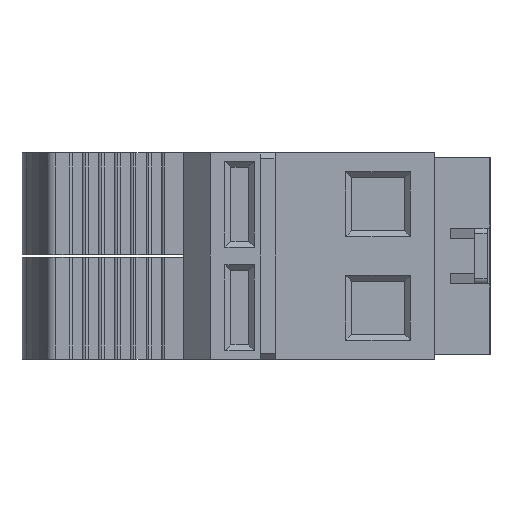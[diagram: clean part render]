
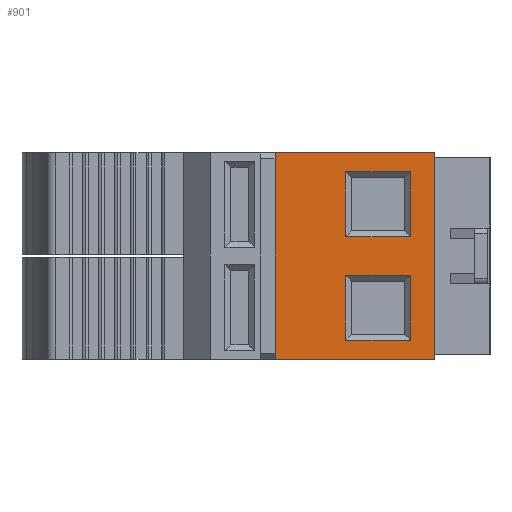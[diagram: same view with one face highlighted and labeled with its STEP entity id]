
A CAD part, left-side view. The second image highlights one B-rep face of the part: STEP entity #901.
In plain terms, the highlighted planar face has unit normal (-1, 0, 0).
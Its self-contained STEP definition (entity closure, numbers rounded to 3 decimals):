
#44 = CARTESIAN_POINT ( 'NONE',  ( -46.5, -15.25, 0. ) ) ;
#279 = FACE_OUTER_BOUND ( 'NONE', #10882, .T. ) ;
#320 = VERTEX_POINT ( 'NONE', #9837 ) ;
#391 = LINE ( 'NONE', #1827, #12665 ) ;
#487 = CARTESIAN_POINT ( 'NONE',  ( -46.5, -26.25, 0. ) ) ;
#536 = VECTOR ( 'NONE', #3381, 1000. ) ;
#556 = EDGE_CURVE ( 'NONE', #11919, #5094, #3040, .T. ) ;
#629 = VECTOR ( 'NONE', #2949, 1000. ) ;
#741 = DIRECTION ( 'NONE',  ( 0., 0., 1. ) ) ;
#901 = ADVANCED_FACE ( 'NONE', ( #279, #9809, #3030 ), #2773, .T. ) ;
#916 = CARTESIAN_POINT ( 'NONE',  ( -46.5, -7.72, 35. ) ) ;
#935 = CARTESIAN_POINT ( 'NONE',  ( -46.5, -3.25, 3.2 ) ) ;
#1280 = CARTESIAN_POINT ( 'NONE',  ( -46.5, -3.25, 20.8 ) ) ;
#1362 = VERTEX_POINT ( 'NONE', #9515 ) ;
#1700 = VECTOR ( 'NONE', #8953, 1000. ) ;
#1820 = EDGE_CURVE ( 'NONE', #2781, #320, #12686, .T. ) ;
#1827 = CARTESIAN_POINT ( 'NONE',  ( -46.5, -15.25, 0. ) ) ;
#2007 = LINE ( 'NONE', #916, #629 ) ;
#2122 = VECTOR ( 'NONE', #2368, 1000. ) ;
#2215 = ORIENTED_EDGE ( 'NONE', *, *, #7979, .T. ) ;
#2293 = LINE ( 'NONE', #12332, #12463 ) ;
#2368 = DIRECTION ( 'NONE',  ( 0., 0., -1. ) ) ;
#2415 = CARTESIAN_POINT ( 'NONE',  ( -46.5, -26.25, 0. ) ) ;
#2480 = VERTEX_POINT ( 'NONE', #11296 ) ;
#2524 = ORIENTED_EDGE ( 'NONE', *, *, #9594, .T. ) ;
#2598 = VECTOR ( 'NONE', #7790, 1000. ) ;
#2773 = PLANE ( 'NONE',  #9110 ) ;
#2781 = VERTEX_POINT ( 'NONE', #9695 ) ;
#2949 = DIRECTION ( 'NONE',  ( 0., -1., 0. ) ) ;
#3030 = FACE_BOUND ( 'NONE', #7486, .T. ) ;
#3040 = LINE ( 'NONE', #8182, #11541 ) ;
#3195 = LINE ( 'NONE', #935, #2598 ) ;
#3381 = DIRECTION ( 'NONE',  ( 0., -1., 0. ) ) ;
#3629 = ORIENTED_EDGE ( 'NONE', *, *, #11351, .F. ) ;
#3702 = ORIENTED_EDGE ( 'NONE', *, *, #9879, .T. ) ;
#3801 = VECTOR ( 'NONE', #7362, 1000. ) ;
#4171 = VECTOR ( 'NONE', #741, 1000. ) ;
#4259 = DIRECTION ( 'NONE',  ( 0., 0., -1. ) ) ;
#4342 = ORIENTED_EDGE ( 'NONE', *, *, #7045, .T. ) ;
#4350 = VERTEX_POINT ( 'NONE', #6228 ) ;
#4397 = LINE ( 'NONE', #2415, #2122 ) ;
#4507 = ORIENTED_EDGE ( 'NONE', *, *, #1820, .T. ) ;
#4572 = VERTEX_POINT ( 'NONE', #6352 ) ;
#5094 = VERTEX_POINT ( 'NONE', #6906 ) ;
#5303 = ORIENTED_EDGE ( 'NONE', *, *, #7161, .T. ) ;
#5432 = CARTESIAN_POINT ( 'NONE',  ( -46.5, -15.25, 3.2 ) ) ;
#5741 = CARTESIAN_POINT ( 'NONE',  ( -46.5, -3.25, 0. ) ) ;
#6228 = CARTESIAN_POINT ( 'NONE',  ( -46.5, -30.25, 35. ) ) ;
#6352 = CARTESIAN_POINT ( 'NONE',  ( -46.5, -15.25, 14.2 ) ) ;
#6374 = VERTEX_POINT ( 'NONE', #11105 ) ;
#6583 = LINE ( 'NONE', #487, #3801 ) ;
#6751 = EDGE_CURVE ( 'NONE', #4350, #320, #7583, .T. ) ;
#6906 = CARTESIAN_POINT ( 'NONE',  ( -46.5, -26.25, 31.8 ) ) ;
#7045 = EDGE_CURVE ( 'NONE', #11701, #4572, #8480, .T. ) ;
#7119 = ORIENTED_EDGE ( 'NONE', *, *, #11021, .T. ) ;
#7161 = EDGE_CURVE ( 'NONE', #9314, #6374, #12187, .T. ) ;
#7165 = CARTESIAN_POINT ( 'NONE',  ( -46.5, -3.25, 14.2 ) ) ;
#7271 = CARTESIAN_POINT ( 'NONE',  ( -46.5, -7.72, 0. ) ) ;
#7362 = DIRECTION ( 'NONE',  ( 0., 0., -1. ) ) ;
#7371 = CARTESIAN_POINT ( 'NONE',  ( -46.5, -26.25, 3.2 ) ) ;
#7486 = EDGE_LOOP ( 'NONE', ( #3702, #5303, #2215, #10375 ) ) ;
#7583 = LINE ( 'NONE', #9254, #8640 ) ;
#7790 = DIRECTION ( 'NONE',  ( 0., 1., 0. ) ) ;
#7873 = CARTESIAN_POINT ( 'NONE',  ( -46.5, -26.25, 20.8 ) ) ;
#7979 = EDGE_CURVE ( 'NONE', #6374, #11919, #391, .T. ) ;
#8132 = DIRECTION ( 'NONE',  ( 0., -1., 0. ) ) ;
#8182 = CARTESIAN_POINT ( 'NONE',  ( -46.5, -3.25, 31.8 ) ) ;
#8351 = DIRECTION ( 'NONE',  ( 0., 0., -1. ) ) ;
#8480 = LINE ( 'NONE', #44, #4171 ) ;
#8640 = VECTOR ( 'NONE', #4259, 1000. ) ;
#8756 = VERTEX_POINT ( 'NONE', #7371 ) ;
#8953 = DIRECTION ( 'NONE',  ( 0., 1., 0. ) ) ;
#9110 = AXIS2_PLACEMENT_3D ( 'NONE', #5741, #11492, #12460 ) ;
#9235 = EDGE_CURVE ( 'NONE', #8756, #11701, #3195, .T. ) ;
#9254 = CARTESIAN_POINT ( 'NONE',  ( -46.5, -30.25, 0. ) ) ;
#9314 = VERTEX_POINT ( 'NONE', #7873 ) ;
#9515 = CARTESIAN_POINT ( 'NONE',  ( -46.5, -26.25, 14.2 ) ) ;
#9549 = ORIENTED_EDGE ( 'NONE', *, *, #9235, .T. ) ;
#9594 = EDGE_CURVE ( 'NONE', #1362, #8756, #6583, .T. ) ;
#9695 = CARTESIAN_POINT ( 'NONE',  ( -46.5, -3.25, 0. ) ) ;
#9714 = DIRECTION ( 'NONE',  ( 0., 0., 1. ) ) ;
#9809 = FACE_BOUND ( 'NONE', #10510, .T. ) ;
#9837 = CARTESIAN_POINT ( 'NONE',  ( -46.5, -30.25, 0. ) ) ;
#9879 = EDGE_CURVE ( 'NONE', #5094, #9314, #4397, .T. ) ;
#9963 = LINE ( 'NONE', #7165, #10734 ) ;
#10139 = EDGE_CURVE ( 'NONE', #4572, #1362, #9963, .T. ) ;
#10375 = ORIENTED_EDGE ( 'NONE', *, *, #556, .T. ) ;
#10510 = EDGE_LOOP ( 'NONE', ( #2524, #9549, #4342, #12322 ) ) ;
#10734 = VECTOR ( 'NONE', #8132, 1000. ) ;
#10882 = EDGE_LOOP ( 'NONE', ( #3629, #7119, #4507, #12397 ) ) ;
#10909 = CARTESIAN_POINT ( 'NONE',  ( -46.5, -15.25, 31.8 ) ) ;
#11021 = EDGE_CURVE ( 'NONE', #2480, #2781, #2293, .T. ) ;
#11105 = CARTESIAN_POINT ( 'NONE',  ( -46.5, -15.25, 20.8 ) ) ;
#11296 = CARTESIAN_POINT ( 'NONE',  ( -46.5, -3.25, 35. ) ) ;
#11351 = EDGE_CURVE ( 'NONE', #2480, #4350, #2007, .T. ) ;
#11492 = DIRECTION ( 'NONE',  ( -1., 0., 0. ) ) ;
#11541 = VECTOR ( 'NONE', #12130, 1000. ) ;
#11701 = VERTEX_POINT ( 'NONE', #5432 ) ;
#11919 = VERTEX_POINT ( 'NONE', #10909 ) ;
#12130 = DIRECTION ( 'NONE',  ( 0., -1., 0. ) ) ;
#12187 = LINE ( 'NONE', #1280, #1700 ) ;
#12322 = ORIENTED_EDGE ( 'NONE', *, *, #10139, .T. ) ;
#12332 = CARTESIAN_POINT ( 'NONE',  ( -46.5, -3.25, 0. ) ) ;
#12397 = ORIENTED_EDGE ( 'NONE', *, *, #6751, .F. ) ;
#12460 = DIRECTION ( 'NONE',  ( 0., -1., 0. ) ) ;
#12463 = VECTOR ( 'NONE', #8351, 1000. ) ;
#12665 = VECTOR ( 'NONE', #9714, 1000. ) ;
#12686 = LINE ( 'NONE', #7271, #536 ) ;
